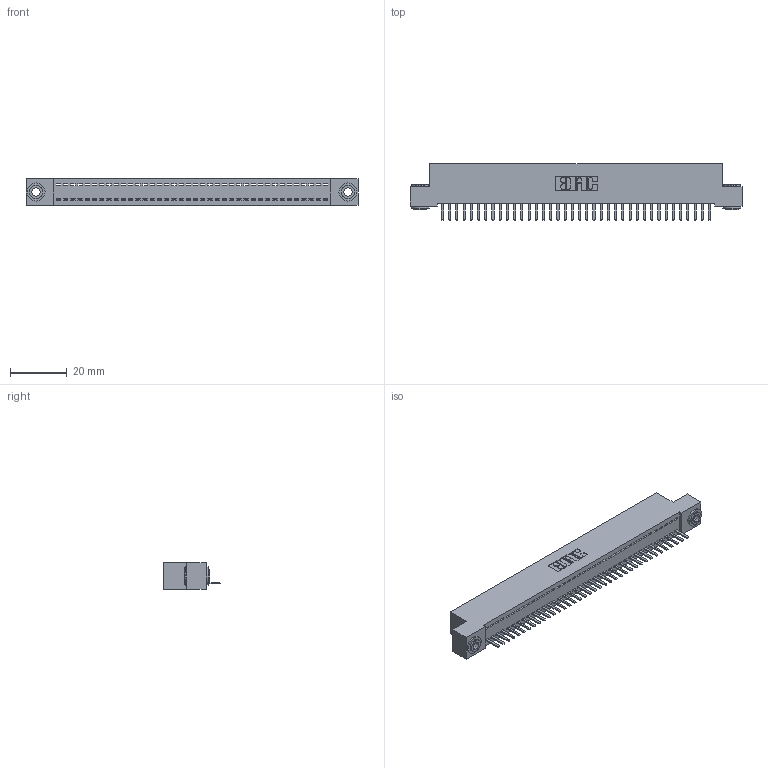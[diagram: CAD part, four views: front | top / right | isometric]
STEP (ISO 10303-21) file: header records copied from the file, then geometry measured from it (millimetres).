
FILE_DESCRIPTION (( 'STEP AP203' ), '1' );
FILE_NAME ('342-038-520-103.STEP', '2018-08-11T21:44:34', ( '' ), ( '' ), 'SwSTEP 2.0', 'SolidWorks 2016', '' );
FILE_SCHEMA (( 'CONFIG_CONTROL_DESIGN' ));
Length unit declared in the file: inch
Products named in the file (4): 342-250-002_345-250-002-102; 342-038-520-103; 342 Part_.156 TH; 345-292-001_345-293-120
Assembly tree (41 placements, depth 2):
  342-038-520-103
    342 Part_.156 TH
    345-292-001_345-293-120  x38
    342-250-002_345-250-002-102  x2
Bounding box: 116.84 x 20.02 x 9.4 mm (x, y, z)
Volume: 10143.3 mm3; surface area: 14696.9 mm2
Topology: 41 solids, 41 shells, 2504 faces, 7367 edges, 4806 vertices
Faces by surface type: plane 1748, cylinder 748, cone 8
Entity records: 24380 total; most frequent: CARTESIAN_POINT 4195, ORIENTED_EDGE 4150, DIRECTION 3569, EDGE_CURVE 2075, VECTOR 1919, LINE 1919, VERTEX_POINT 1378, AXIS2_PLACEMENT_3D 825
